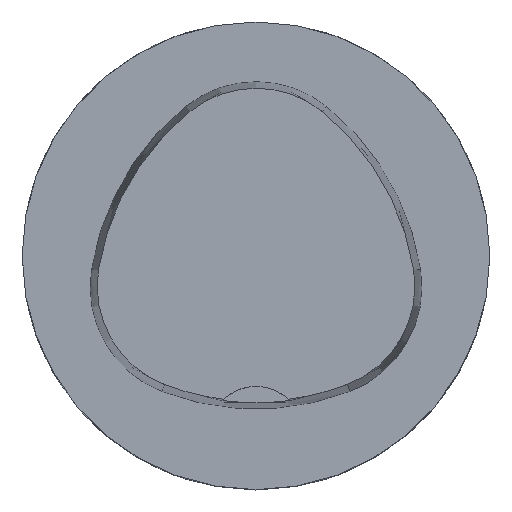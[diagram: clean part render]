
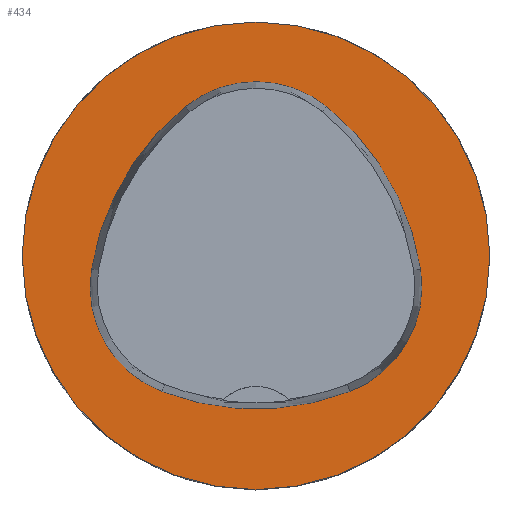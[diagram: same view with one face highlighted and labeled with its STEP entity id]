
A CAD part, top view. The second image highlights one B-rep face of the part: STEP entity #434.
In plain terms, the highlighted planar face has unit normal (0, 0, 1).
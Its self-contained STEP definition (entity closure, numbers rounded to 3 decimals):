
#161=FACE_BOUND('',#654,.T.);
#162=FACE_BOUND('',#655,.T.);
#222=PLANE('',#2225);
#434=ADVANCED_FACE('',(#161,#162),#222,.T.);
#654=EDGE_LOOP('',(#1155,#1156,#1157,#1158,#1159,#1160));
#655=EDGE_LOOP('',(#1161));
#1155=ORIENTED_EDGE('',*,*,#1857,.T.);
#1156=ORIENTED_EDGE('',*,*,#1837,.T.);
#1157=ORIENTED_EDGE('',*,*,#1841,.T.);
#1158=ORIENTED_EDGE('',*,*,#1844,.T.);
#1159=ORIENTED_EDGE('',*,*,#1847,.T.);
#1160=ORIENTED_EDGE('',*,*,#1855,.T.);
#1161=ORIENTED_EDGE('',*,*,#1786,.F.);
#1565=VERTEX_POINT('',#3166);
#1598=VERTEX_POINT('',#3669);
#1599=VERTEX_POINT('',#3670);
#1602=VERTEX_POINT('',#3678);
#1604=VERTEX_POINT('',#3684);
#1606=VERTEX_POINT('',#3690);
#1613=VERTEX_POINT('',#3711);
#1786=EDGE_CURVE('',#1565,#1565,#2005,.T.);
#1837=EDGE_CURVE('',#1598,#1599,#2008,.T.);
#1841=EDGE_CURVE('',#1599,#1602,#2010,.T.);
#1844=EDGE_CURVE('',#1602,#1604,#2012,.T.);
#1847=EDGE_CURVE('',#1604,#1606,#2014,.T.);
#1855=EDGE_CURVE('',#1606,#1613,#2018,.T.);
#1857=EDGE_CURVE('',#1613,#1598,#2020,.T.);
#2005=CIRCLE('',#2181,25.);
#2008=CIRCLE('',#2203,28.);
#2010=CIRCLE('',#2206,12.);
#2012=CIRCLE('',#2209,28.);
#2014=CIRCLE('',#2212,12.);
#2018=CIRCLE('',#2217,28.);
#2020=CIRCLE('',#2220,12.);
#2181=AXIS2_PLACEMENT_3D('',#3165,#2406,#2407);
#2203=AXIS2_PLACEMENT_3D('',#3668,#2458,#2459);
#2206=AXIS2_PLACEMENT_3D('',#3677,#2466,#2467);
#2209=AXIS2_PLACEMENT_3D('',#3683,#2473,#2474);
#2212=AXIS2_PLACEMENT_3D('',#3689,#2480,#2481);
#2217=AXIS2_PLACEMENT_3D('',#3712,#2492,#2493);
#2220=AXIS2_PLACEMENT_3D('',#3715,#2498,#2499);
#2225=AXIS2_PLACEMENT_3D('',#3720,#2508,#2509);
#2406=DIRECTION('',(0.,0.,-1.));
#2407=DIRECTION('',(-1.,0.,0.));
#2458=DIRECTION('',(0.,0.,-1.));
#2459=DIRECTION('',(-1.,0.,0.));
#2466=DIRECTION('',(0.,0.,-1.));
#2467=DIRECTION('',(-1.,0.,0.));
#2473=DIRECTION('',(0.,0.,-1.));
#2474=DIRECTION('',(-1.,0.,0.));
#2480=DIRECTION('',(0.,0.,-1.));
#2481=DIRECTION('',(-1.,0.,0.));
#2492=DIRECTION('',(0.,0.,-1.));
#2493=DIRECTION('',(-1.,0.,0.));
#2498=DIRECTION('',(0.,0.,-1.));
#2499=DIRECTION('',(-1.,0.,0.));
#2508=DIRECTION('',(0.,0.,1.));
#2509=DIRECTION('',(-1.,0.,0.));
#3165=CARTESIAN_POINT('',(0.,0.,0.));
#3166=CARTESIAN_POINT('',(-25.,0.,0.));
#3668=CARTESIAN_POINT('',(10.068,-5.824,0.));
#3669=CARTESIAN_POINT('',(-17.584,-1.424,0.));
#3670=CARTESIAN_POINT('',(-7.531,15.953,0.));
#3677=CARTESIAN_POINT('',(0.011,6.62,0.));
#3678=CARTESIAN_POINT('',(7.567,15.942,0.));
#3683=CARTESIAN_POINT('',(-10.063,-5.81,0.));
#3684=CARTESIAN_POINT('',(17.59,-1.418,0.));
#3689=CARTESIAN_POINT('',(5.739,-3.3,0.));
#3690=CARTESIAN_POINT('',(10.05,-14.499,0.));
#3711=CARTESIAN_POINT('',(-10.025,-14.516,0.));
#3712=CARTESIAN_POINT('',(-0.01,11.631,0.));
#3715=CARTESIAN_POINT('',(-5.733,-3.31,0.));
#3720=CARTESIAN_POINT('',(0.,0.,0.));
